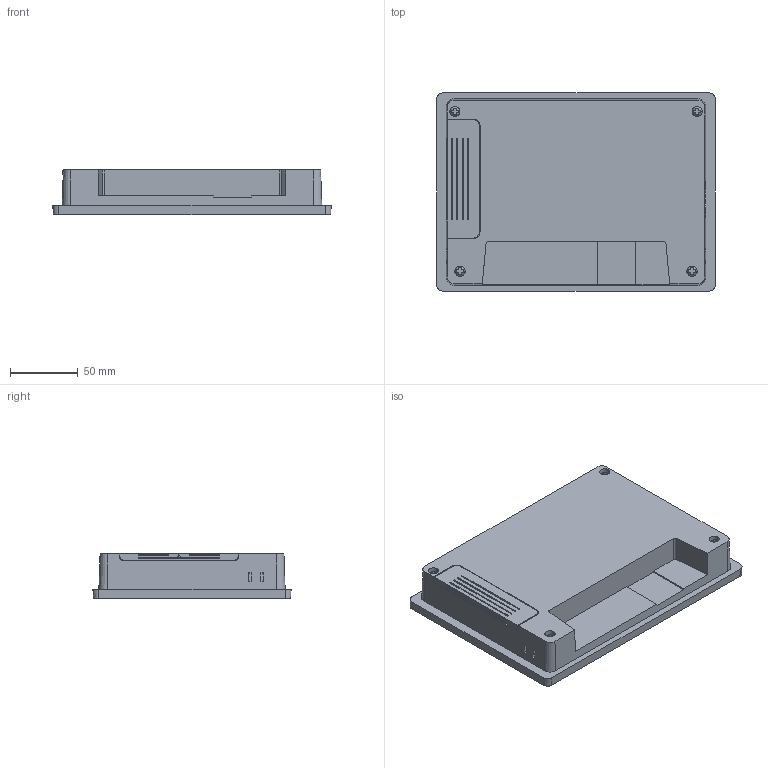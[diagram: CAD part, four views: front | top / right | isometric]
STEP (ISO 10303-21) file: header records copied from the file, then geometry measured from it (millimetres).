
FILE_DESCRIPTION (( 'STEP AP203' ), '1' );
FILE_NAME ('PRO-Screen 7 Step.STEP', '2022-04-19T10:39:50', ( '' ), ( '' ), 'SwSTEP 2.0', 'SolidWorks 2021', '' );
FILE_SCHEMA (( 'CONFIG_CONTROL_DESIGN' ));
Length unit declared in the file: millimetre
Products named in the file (1): PRO-Screen 7 Step
Bounding box: 204.73 x 145.73 x 33.5 mm (x, y, z)
Volume: 790239.7 mm3; surface area: 84769.7 mm2
Topology: 1 solids, 1 shells, 232 faces, 603 edges, 402 vertices
Faces by surface type: plane 186, cylinder 26, cone 8, sphere 4, torus 4, bspline 4
Entity records: 7433 total; most frequent: CARTESIAN_POINT 1624, ORIENTED_EDGE 1206, DIRECTION 1135, EDGE_CURVE 603, LINE 453, VECTOR 453, VERTEX_POINT 402, AXIS2_PLACEMENT_3D 341
